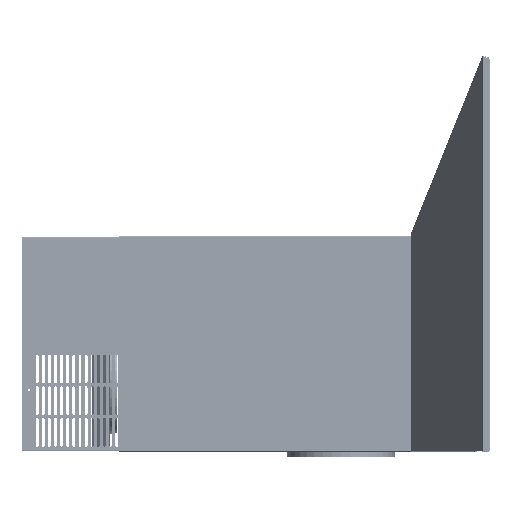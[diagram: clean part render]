
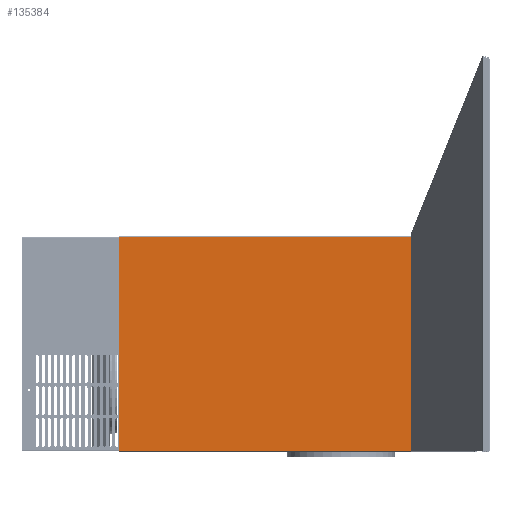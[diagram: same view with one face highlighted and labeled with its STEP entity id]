
A CAD part, left-side view. The second image highlights one B-rep face of the part: STEP entity #135384.
In plain terms, the highlighted planar face has unit normal (-1, 0, 0).
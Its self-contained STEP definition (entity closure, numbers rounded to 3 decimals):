
#14873 = DIRECTION ( 'NONE',  ( 0., 0., -1. ) ) ;
#15557 = VECTOR ( 'NONE', #106622, 1000. ) ;
#17901 = ORIENTED_EDGE ( 'NONE', *, *, #53823, .T. ) ;
#19361 = ORIENTED_EDGE ( 'NONE', *, *, #23544, .T. ) ;
#19981 = VERTEX_POINT ( 'NONE', #158556 ) ;
#23544 = EDGE_CURVE ( 'NONE', #97259, #19981, #214002, .T. ) ;
#29600 = VERTEX_POINT ( 'NONE', #208128 ) ;
#31261 = PLANE ( 'NONE',  #128928 ) ;
#37944 = CARTESIAN_POINT ( 'NONE',  ( -150., 404.842, -0.2 ) ) ;
#39166 = VECTOR ( 'NONE', #39833, 1000. ) ;
#39833 = DIRECTION ( 'NONE',  ( 0., 0., 1. ) ) ;
#52702 = ORIENTED_EDGE ( 'NONE', *, *, #214108, .F. ) ;
#53823 = EDGE_CURVE ( 'NONE', #29600, #97259, #140499, .T. ) ;
#54195 = CARTESIAN_POINT ( 'NONE',  ( -150., -5.158, -0.2 ) ) ;
#79473 = VERTEX_POINT ( 'NONE', #116920 ) ;
#87760 = EDGE_CURVE ( 'NONE', #79473, #19981, #195810, .T. ) ;
#88232 = VECTOR ( 'NONE', #118992, 1000. ) ;
#95505 = VECTOR ( 'NONE', #106215, 1000. ) ;
#97259 = VERTEX_POINT ( 'NONE', #54195 ) ;
#106215 = DIRECTION ( 'NONE',  ( 0., -1., 0. ) ) ;
#106622 = DIRECTION ( 'NONE',  ( 0., -1., 0. ) ) ;
#108079 = CARTESIAN_POINT ( 'NONE',  ( -150., -5.158, 298.6 ) ) ;
#116570 = DIRECTION ( 'NONE',  ( 1., 0., 0. ) ) ;
#116920 = CARTESIAN_POINT ( 'NONE',  ( -150., 404.842, 297.4 ) ) ;
#118992 = DIRECTION ( 'NONE',  ( 0., 0., 1. ) ) ;
#127887 = FACE_OUTER_BOUND ( 'NONE', #214254, .T. ) ;
#127969 = LINE ( 'NONE', #152934, #88232 ) ;
#128928 = AXIS2_PLACEMENT_3D ( 'NONE', #217799, #116570, #14873 ) ;
#135384 = ADVANCED_FACE ( 'NONE', ( #127887 ), #31261, .F. ) ;
#140499 = LINE ( 'NONE', #37944, #95505 ) ;
#152934 = CARTESIAN_POINT ( 'NONE',  ( -150., 404.842, 298.6 ) ) ;
#156972 = CARTESIAN_POINT ( 'NONE',  ( -150., 404.842, 297.4 ) ) ;
#158556 = CARTESIAN_POINT ( 'NONE',  ( -150., -5.158, 297.4 ) ) ;
#195810 = LINE ( 'NONE', #156972, #15557 ) ;
#203258 = ORIENTED_EDGE ( 'NONE', *, *, #87760, .F. ) ;
#208128 = CARTESIAN_POINT ( 'NONE',  ( -150., 404.842, -0.2 ) ) ;
#214002 = LINE ( 'NONE', #108079, #39166 ) ;
#214108 = EDGE_CURVE ( 'NONE', #29600, #79473, #127969, .T. ) ;
#214254 = EDGE_LOOP ( 'NONE', ( #19361, #203258, #52702, #17901 ) ) ;
#217799 = CARTESIAN_POINT ( 'NONE',  ( -150., 404.842, 298.6 ) ) ;
